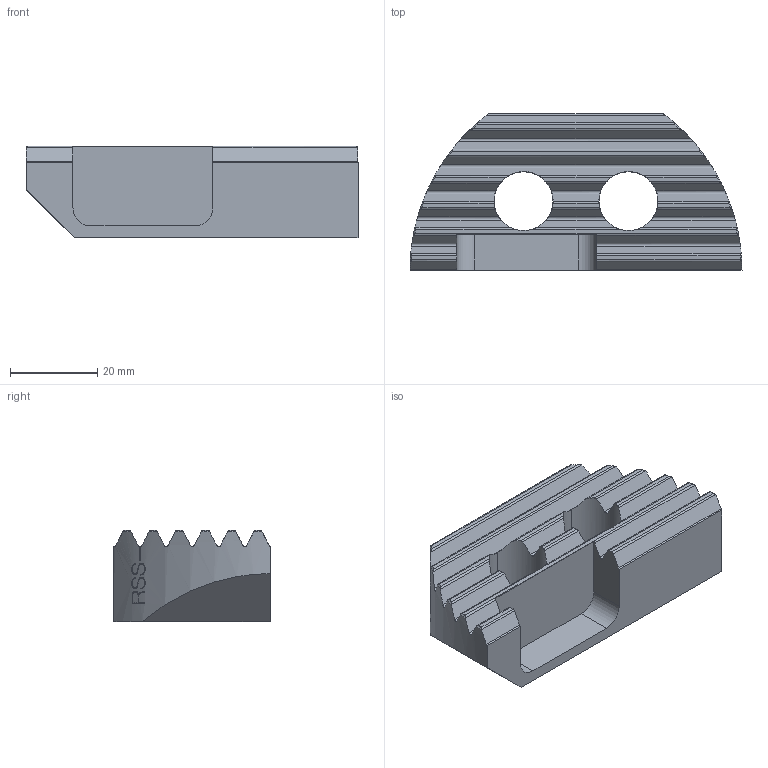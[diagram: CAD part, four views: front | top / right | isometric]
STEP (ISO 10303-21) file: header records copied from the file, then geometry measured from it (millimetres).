
FILE_DESCRIPTION(('no description'),'unknown implementation level');
FILE_NAME('425A16E8-BF83-4A36-86A9-A782A944AE7F_export.stp',' ',('CIMSOURCE GmbH'),('CADClick - KiM GmbH - www.kimweb.de'),'unknown preprocess','ACIS','unknown authorization');
FILE_SCHEMA(('automotive_design'));
Length unit declared in the file: millimetre
Products named in the file (1): Marke RSS
Bounding box: 76 x 35.8 x 20.9 mm (x, y, z)
Volume: 34278.6 mm3; surface area: 10767.5 mm2
Topology: 1 solids, 1 shells, 165 faces, 483 edges, 322 vertices
Faces by surface type: plane 59, cylinder 50, bspline 44, cone 12
Entity records: 14688 total; most frequent: CARTESIAN_POINT 5348, STYLED_ITEM 971, PRESENTATION_STYLE_ASSIGNMENT 971, COLOUR_RGB 971, ORIENTED_EDGE 966, DIRECTION 652, EDGE_CURVE 483, CURVE_STYLE 483
